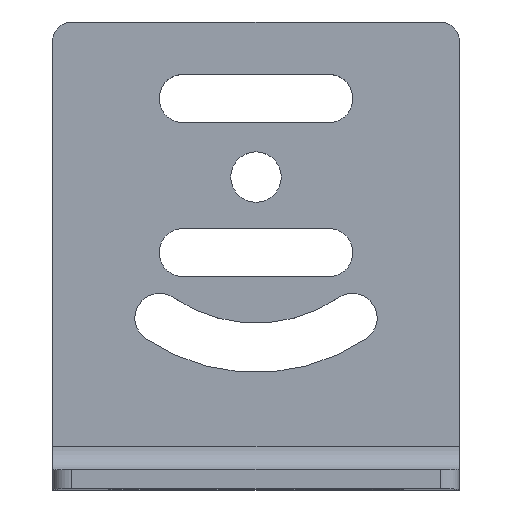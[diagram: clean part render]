
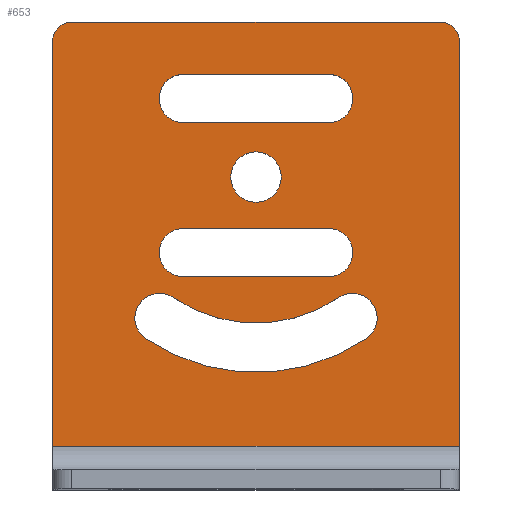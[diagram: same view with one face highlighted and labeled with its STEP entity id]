
A CAD part, top view. The second image highlights one B-rep face of the part: STEP entity #653.
In plain terms, the highlighted planar face has unit normal (0, 0, 1).
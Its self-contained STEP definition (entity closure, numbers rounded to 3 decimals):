
#21=FACE_BOUND('',#119,.T.);
#22=FACE_BOUND('',#120,.T.);
#23=FACE_BOUND('',#121,.T.);
#24=FACE_BOUND('',#122,.T.);
#42=PLANE('',#742);
#77=FACE_OUTER_BOUND('',#118,.T.);
#118=EDGE_LOOP('',(#583,#584,#585,#586,#587,#588));
#119=EDGE_LOOP('',(#589,#590,#591,#592));
#120=EDGE_LOOP('',(#593));
#121=EDGE_LOOP('',(#594,#595,#596,#597));
#122=EDGE_LOOP('',(#598,#599,#600,#601));
#127=LINE('',#955,#184);
#137=LINE('',#997,#194);
#154=LINE('',#1047,#211);
#157=LINE('',#1054,#214);
#161=LINE('',#1067,#218);
#164=LINE('',#1074,#221);
#176=LINE('',#1111,#233);
#179=LINE('',#1119,#236);
#184=VECTOR('',#757,10.);
#194=VECTOR('',#795,10.);
#211=VECTOR('',#840,10.);
#214=VECTOR('',#849,10.);
#218=VECTOR('',#863,10.);
#221=VECTOR('',#872,10.);
#233=VECTOR('',#916,10.);
#236=VECTOR('',#929,10.);
#238=CIRCLE('',#676,2.);
#249=CIRCLE('',#690,2.);
#256=CIRCLE('',#704,2.5);
#257=CIRCLE('',#707,2.5);
#258=CIRCLE('',#710,2.6);
#259=CIRCLE('',#712,2.5);
#260=CIRCLE('',#715,2.5);
#261=CIRCLE('',#718,2.55);
#262=CIRCLE('',#720,15.077);
#263=CIRCLE('',#722,2.55);
#264=CIRCLE('',#724,20.177);
#273=VERTEX_POINT('',#945);
#274=VERTEX_POINT('',#947);
#276=VERTEX_POINT('',#953);
#293=VERTEX_POINT('',#991);
#294=VERTEX_POINT('',#995);
#311=VERTEX_POINT('',#1040);
#312=VERTEX_POINT('',#1041);
#313=VERTEX_POINT('',#1046);
#314=VERTEX_POINT('',#1050);
#315=VERTEX_POINT('',#1056);
#316=VERTEX_POINT('',#1060);
#317=VERTEX_POINT('',#1061);
#318=VERTEX_POINT('',#1066);
#319=VERTEX_POINT('',#1070);
#320=VERTEX_POINT('',#1076);
#321=VERTEX_POINT('',#1077);
#322=VERTEX_POINT('',#1082);
#323=VERTEX_POINT('',#1086);
#328=VERTEX_POINT('',#1109);
#331=EDGE_CURVE('',#273,#274,#238,.T.);
#335=EDGE_CURVE('',#276,#273,#127,.T.);
#354=EDGE_CURVE('',#293,#276,#249,.T.);
#356=EDGE_CURVE('',#293,#294,#137,.T.);
#377=EDGE_CURVE('',#311,#312,#256,.T.);
#380=EDGE_CURVE('',#313,#311,#154,.T.);
#382=EDGE_CURVE('',#314,#313,#257,.T.);
#384=EDGE_CURVE('',#312,#314,#157,.T.);
#385=EDGE_CURVE('',#315,#315,#258,.T.);
#387=EDGE_CURVE('',#316,#317,#259,.T.);
#390=EDGE_CURVE('',#318,#316,#161,.T.);
#392=EDGE_CURVE('',#319,#318,#260,.T.);
#394=EDGE_CURVE('',#317,#319,#164,.T.);
#395=EDGE_CURVE('',#320,#321,#261,.T.);
#398=EDGE_CURVE('',#322,#320,#262,.T.);
#400=EDGE_CURVE('',#323,#322,#263,.T.);
#402=EDGE_CURVE('',#321,#323,#264,.T.);
#413=EDGE_CURVE('',#328,#294,#176,.T.);
#418=EDGE_CURVE('',#274,#328,#179,.T.);
#583=ORIENTED_EDGE('',*,*,#331,.F.);
#584=ORIENTED_EDGE('',*,*,#335,.F.);
#585=ORIENTED_EDGE('',*,*,#354,.F.);
#586=ORIENTED_EDGE('',*,*,#356,.T.);
#587=ORIENTED_EDGE('',*,*,#413,.F.);
#588=ORIENTED_EDGE('',*,*,#418,.F.);
#589=ORIENTED_EDGE('',*,*,#377,.T.);
#590=ORIENTED_EDGE('',*,*,#384,.T.);
#591=ORIENTED_EDGE('',*,*,#382,.T.);
#592=ORIENTED_EDGE('',*,*,#380,.T.);
#593=ORIENTED_EDGE('',*,*,#385,.T.);
#594=ORIENTED_EDGE('',*,*,#387,.T.);
#595=ORIENTED_EDGE('',*,*,#394,.T.);
#596=ORIENTED_EDGE('',*,*,#392,.T.);
#597=ORIENTED_EDGE('',*,*,#390,.T.);
#598=ORIENTED_EDGE('',*,*,#395,.T.);
#599=ORIENTED_EDGE('',*,*,#402,.T.);
#600=ORIENTED_EDGE('',*,*,#400,.T.);
#601=ORIENTED_EDGE('',*,*,#398,.T.);
#653=ADVANCED_FACE('',(#77,#21,#22,#23,#24),#42,.T.);
#676=AXIS2_PLACEMENT_3D('',#948,#750,#751);
#690=AXIS2_PLACEMENT_3D('',#993,#790,#791);
#704=AXIS2_PLACEMENT_3D('',#1042,#834,#835);
#707=AXIS2_PLACEMENT_3D('',#1051,#844,#845);
#710=AXIS2_PLACEMENT_3D('',#1057,#852,#853);
#712=AXIS2_PLACEMENT_3D('',#1062,#857,#858);
#715=AXIS2_PLACEMENT_3D('',#1071,#867,#868);
#718=AXIS2_PLACEMENT_3D('',#1078,#875,#876);
#720=AXIS2_PLACEMENT_3D('',#1083,#881,#882);
#722=AXIS2_PLACEMENT_3D('',#1087,#886,#887);
#724=AXIS2_PLACEMENT_3D('',#1090,#891,#892);
#742=AXIS2_PLACEMENT_3D('',#1124,#938,#939);
#750=DIRECTION('center_axis',(0.,0.,
-1.));
#751=DIRECTION('ref_axis',(0.707,0.707,0.));
#757=DIRECTION('',(1.,0.,0.));
#790=DIRECTION('center_axis',(0.,0.,
-1.));
#791=DIRECTION('ref_axis',(-0.707,0.707,0.));
#795=DIRECTION('',(0.,-1.,0.));
#834=DIRECTION('center_axis',(0.,0.,
-1.));
#835=DIRECTION('ref_axis',(0.,-1.,0.));
#840=DIRECTION('',(-1.,0.,0.));
#844=DIRECTION('center_axis',(0.,0.,
-1.));
#845=DIRECTION('ref_axis',(0.,1.,0.));
#849=DIRECTION('',(1.,0.,0.));
#852=DIRECTION('center_axis',(0.,0.,
-1.));
#853=DIRECTION('ref_axis',(-1.,0.,0.));
#857=DIRECTION('center_axis',(0.,0.,
-1.));
#858=DIRECTION('ref_axis',(0.,-1.,0.));
#863=DIRECTION('',(-1.,0.,0.));
#867=DIRECTION('center_axis',(0.,0.,
-1.));
#868=DIRECTION('ref_axis',(0.,1.,0.));
#872=DIRECTION('',(1.,0.,0.));
#875=DIRECTION('center_axis',(0.,0.,
-1.));
#876=DIRECTION('ref_axis',(0.564,-0.825,0.));
#881=DIRECTION('center_axis',(0.,0.,
1.));
#882=DIRECTION('ref_axis',(0.564,0.825,0.));
#886=DIRECTION('center_axis',(0.,0.,
-1.));
#887=DIRECTION('ref_axis',(0.564,0.825,0.));
#891=DIRECTION('center_axis',(0.,0.,
-1.));
#892=DIRECTION('ref_axis',(-0.564,-0.825,0.));
#916=DIRECTION('',(-1.,0.,0.));
#929=DIRECTION('',(0.,-1.,0.));
#938=DIRECTION('center_axis',(0.,0.,
1.));
#939=DIRECTION('ref_axis',(1.,0.,0.));
#945=CARTESIAN_POINT('',(19.,48.3,2.));
#947=CARTESIAN_POINT('',(21.,46.3,2.));
#948=CARTESIAN_POINT('Origin',(19.,46.3,2.));
#953=CARTESIAN_POINT('',(-19.,48.3,2.));
#955=CARTESIAN_POINT('',(-21.,48.3,2.));
#991=CARTESIAN_POINT('',(-21.,46.3,2.));
#993=CARTESIAN_POINT('Origin',(-19.,46.3,2.));
#995=CARTESIAN_POINT('',(-21.,4.5,2.));
#997=CARTESIAN_POINT('',(-21.,48.3,2.));
#1040=CARTESIAN_POINT('',(-7.5,22.,2.));
#1041=CARTESIAN_POINT('',(-7.5,27.,2.));
#1042=CARTESIAN_POINT('Origin',(-7.5,24.5,2.));
#1046=CARTESIAN_POINT('',(7.5,22.,2.));
#1047=CARTESIAN_POINT('',(3.75,22.,2.));
#1050=CARTESIAN_POINT('',(7.5,27.,2.));
#1051=CARTESIAN_POINT('Origin',(7.5,24.5,2.));
#1054=CARTESIAN_POINT('',(-3.75,27.,2.));
#1056=CARTESIAN_POINT('',(2.6,32.3,2.));
#1057=CARTESIAN_POINT('Origin',(0.,32.3,2.));
#1060=CARTESIAN_POINT('',(-7.5,37.9,2.));
#1061=CARTESIAN_POINT('',(-7.5,42.9,2.));
#1062=CARTESIAN_POINT('Origin',(-7.5,40.4,2.));
#1066=CARTESIAN_POINT('',(7.5,37.9,2.));
#1067=CARTESIAN_POINT('',(3.75,37.9,2.));
#1070=CARTESIAN_POINT('',(7.5,42.9,2.));
#1071=CARTESIAN_POINT('Origin',(7.5,40.4,2.));
#1074=CARTESIAN_POINT('',(-3.75,42.9,2.));
#1076=CARTESIAN_POINT('',(8.511,19.855,2.));
#1077=CARTESIAN_POINT('',(11.389,15.645,2.));
#1078=CARTESIAN_POINT('Origin',(9.95,17.75,2.));
#1082=CARTESIAN_POINT('',(-8.511,19.855,2.));
#1083=CARTESIAN_POINT('Origin',(0.,32.3,2.));
#1086=CARTESIAN_POINT('',(-11.389,15.645,2.));
#1087=CARTESIAN_POINT('Origin',(-9.95,17.75,2.));
#1090=CARTESIAN_POINT('Origin',(0.,32.3,2.));
#1109=CARTESIAN_POINT('',(21.,4.5,2.));
#1111=CARTESIAN_POINT('',(0.,4.5,2.));
#1119=CARTESIAN_POINT('',(21.,48.3,2.));
#1124=CARTESIAN_POINT('Origin',(0.,-6.155,
2.));
